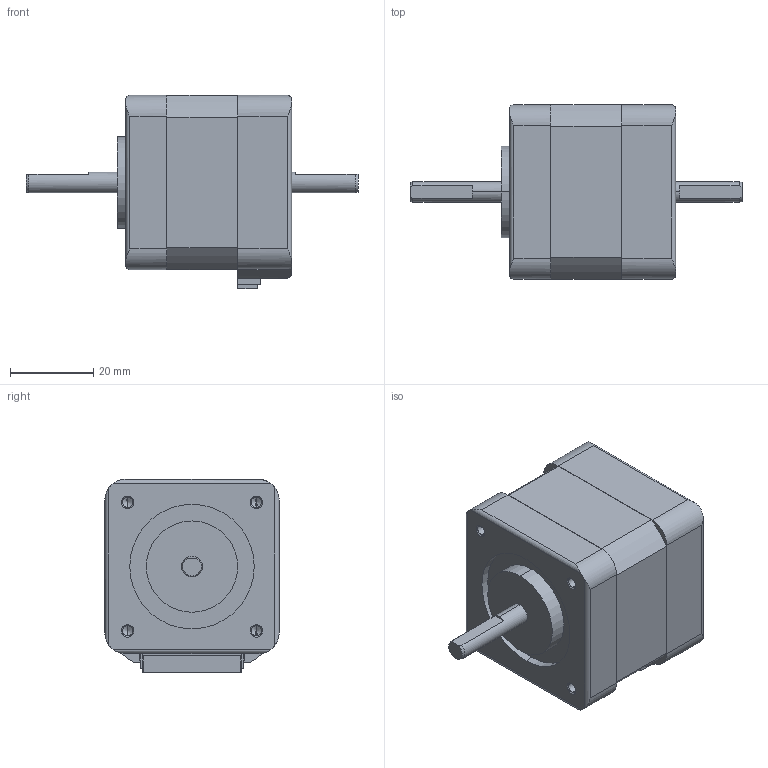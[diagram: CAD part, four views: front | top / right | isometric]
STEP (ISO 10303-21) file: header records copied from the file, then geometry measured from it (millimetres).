
FILE_DESCRIPTION(('starvars output'),'2;1');
FILE_NAME('kh42jm2-911.stp','10:20:51 2014/09/17',( 'Thomas Industrial Network Germany GmbH'),( 'Thomas Industrial Network Germany GmbH'),'unknown preprocess','ACIS' ,'unknown authorization');
FILE_SCHEMA(('AUTOMOTIVE_DESIGN_CC2 {UNKNOWN IMPLEMENTATION LEVEL}'));
Length unit declared in the file: millimetre
Products named in the file (1): PRODUCT_ID_12
Bounding box: 80 x 42 x 46.55 mm (x, y, z)
Volume: 70586.3 mm3; surface area: 11827.8 mm2
Topology: 1 solids, 1 shells, 117 faces, 294 edges, 186 vertices
Faces by surface type: plane 51, cylinder 46, cone 20
Entity records: 4261 total; most frequent: CARTESIAN_POINT 682, ORIENTED_EDGE 572, DIRECTION 471, EDGE_CURVE 286, VERTEX_POINT 186, VECTOR 169, LINE 169, AXIS2_PLACEMENT_3D 151
